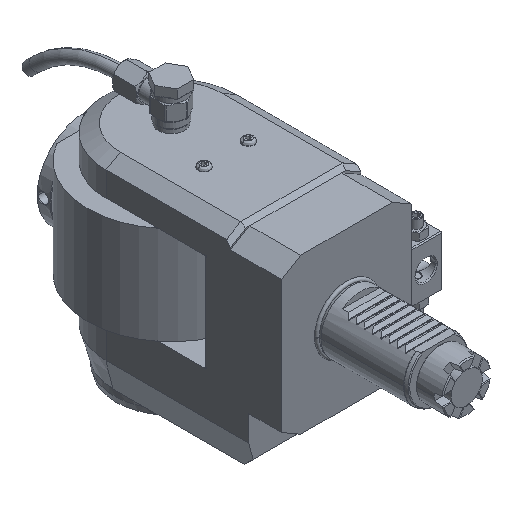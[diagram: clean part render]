
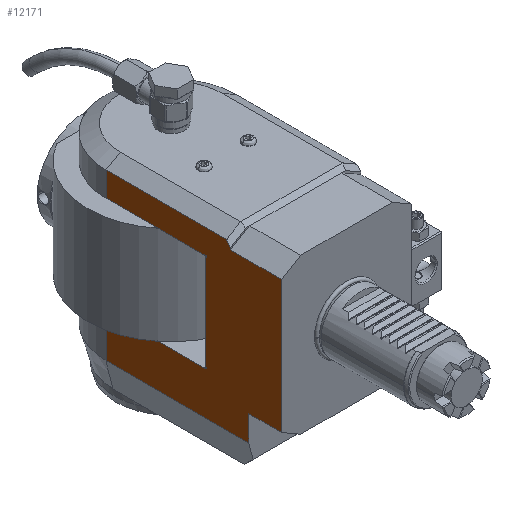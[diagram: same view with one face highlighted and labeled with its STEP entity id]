
A CAD part, isometric view. The second image highlights one B-rep face of the part: STEP entity #12171.
In plain terms, the highlighted planar face has unit normal (-1, 0, 0).
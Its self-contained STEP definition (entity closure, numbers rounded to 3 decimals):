
#57=DIRECTION('',(0.,1.,0.));
#58=VECTOR('',#57,59.);
#59=CARTESIAN_POINT('',(-32.,-59.,35.959));
#60=LINE('',#59,#58);
#81=DIRECTION('',(0.,0.,1.));
#82=VECTOR('',#81,0.5);
#83=CARTESIAN_POINT('',(-32.,-59.,35.459));
#84=LINE('',#83,#82);
#89=DIRECTION('',(0.,1.,0.));
#90=VECTOR('',#89,0.433);
#91=CARTESIAN_POINT('',(-32.,-59.433,35.459));
#92=LINE('',#91,#90);
#93=DIRECTION('',(0.,0.655,0.756));
#94=VECTOR('',#93,2.394);
#95=CARTESIAN_POINT('',(-32.,-61.,33.649));
#96=LINE('',#95,#94);
#97=DIRECTION('',(0.,-1.,0.));
#98=VECTOR('',#97,25.);
#99=CARTESIAN_POINT('',(-32.,-61.,32.515));
#100=LINE('',#99,#98);
#101=DIRECTION('',(0.,-1.,0.));
#102=VECTOR('',#101,16.);
#103=CARTESIAN_POINT('',(-32.,-70.,-32.515));
#104=LINE('',#103,#102);
#105=DIRECTION('',(0.,1.,0.));
#106=VECTOR('',#105,23.368);
#107=CARTESIAN_POINT('',(-32.,-49.,24.));
#108=LINE('',#107,#106);
#113=DIRECTION('',(0.,0.,-1.));
#114=VECTOR('',#113,11.959);
#115=CARTESIAN_POINT('',(-32.,0.,35.959));
#116=LINE('',#115,#114);
#238=DIRECTION('',(0.,0.,-1.));
#239=VECTOR('',#238,65.03);
#240=CARTESIAN_POINT('',(-32.,-86.,32.515));
#241=LINE('',#240,#239);
#420=DIRECTION('',(0.,0.,1.));
#421=VECTOR('',#420,1.134);
#422=CARTESIAN_POINT('',(-32.,-61.,32.515));
#423=LINE('',#422,#421);
#460=DIRECTION('',(0.,0.,1.));
#461=VECTOR('',#460,12.485);
#462=CARTESIAN_POINT('',(-32.,-70.,-45.));
#463=LINE('',#462,#461);
#480=DIRECTION('',(0.,-1.,0.));
#481=VECTOR('',#480,70.);
#482=CARTESIAN_POINT('',(-32.,0.,
-45.));
#483=LINE('',#482,#481);
#539=DIRECTION('',(0.,0.,-1.));
#540=VECTOR('',#539,21.);
#541=CARTESIAN_POINT('',(-32.,0.,-24.));
#542=LINE('',#541,#540);
#543=CARTESIAN_POINT('',(-32.,0.,-45.001));
#667=DIRECTION('',(0.,1.,0.));
#668=VECTOR('',#667,25.632);
#669=CARTESIAN_POINT('',(-32.,-25.632,-24.));
#670=LINE('',#669,#668);
#693=DIRECTION('',(0.,1.,0.));
#694=VECTOR('',#693,23.368);
#695=CARTESIAN_POINT('',(-32.,-49.,-24.));
#696=LINE('',#695,#694);
#705=DIRECTION('',(0.,0.,-1.));
#706=VECTOR('',#705,48.);
#707=CARTESIAN_POINT('',(-32.,-49.,24.));
#708=LINE('',#707,#706);
#1139=DIRECTION('',(0.,-1.,0.));
#1140=VECTOR('',#1139,25.632);
#1141=CARTESIAN_POINT('',(-32.,0.,24.));
#1142=LINE('',#1141,#1140);
#10735=CARTESIAN_POINT('',(-32.,-61.,33.649));
#10736=CARTESIAN_POINT('',(-32.,-59.433,35.459));
#10737=VERTEX_POINT('',#10735);
#10738=VERTEX_POINT('',#10736);
#11793=CARTESIAN_POINT('',(-32.,-86.,32.515));
#11795=VERTEX_POINT('',#11793);
#11800=CARTESIAN_POINT('',(-32.,-49.,24.));
#11801=CARTESIAN_POINT('',(-32.,-49.,-24.));
#11802=VERTEX_POINT('',#11800);
#11803=VERTEX_POINT('',#11801);
#11816=CARTESIAN_POINT('',(-32.,-25.632,-24.));
#11817=VERTEX_POINT('',#11816);
#11820=CARTESIAN_POINT('',(-32.,-25.632,24.));
#11821=VERTEX_POINT('',#11820);
#11832=CARTESIAN_POINT('',(-32.,-70.,-45.));
#11834=VERTEX_POINT('',#11832);
#11844=CARTESIAN_POINT('',(-32.,-86.,-32.515));
#11845=VERTEX_POINT('',#11844);
#11854=CARTESIAN_POINT('',(-32.,-70.,-32.515));
#11855=VERTEX_POINT('',#11854);
#11856=CARTESIAN_POINT('',(-32.,0.,35.959));
#11858=VERTEX_POINT('',#11856);
#11860=CARTESIAN_POINT('',(-32.,-59.,35.959));
#11861=VERTEX_POINT('',#11860);
#11868=VERTEX_POINT('',#543);
#11886=CARTESIAN_POINT('',(-32.,-59.,35.459));
#11888=VERTEX_POINT('',#11886);
#12012=CARTESIAN_POINT('',(-32.,-61.,32.515));
#12013=VERTEX_POINT('',#12012);
#12018=CARTESIAN_POINT('',(-32.,0.,-24.));
#12019=VERTEX_POINT('',#12018);
#12021=CARTESIAN_POINT('',(-32.,0.,24.));
#12023=VERTEX_POINT('',#12021);
#12134=CARTESIAN_POINT('',(-32.,0.,-59.));
#12135=DIRECTION('',(-1.,0.,0.));
#12136=DIRECTION('',(0.,-1.,0.));
#12137=AXIS2_PLACEMENT_3D('',#12134,#12135,#12136);
#12138=PLANE('',#12137);
#12140=ORIENTED_EDGE('',*,*,#12139,.F.);
#12141=ORIENTED_EDGE('',*,*,#12082,.F.);
#12142=ORIENTED_EDGE('',*,*,#12128,.F.);
#12143=ORIENTED_EDGE('',*,*,#12117,.F.);
#12144=ORIENTED_EDGE('',*,*,#12104,.F.);
#12146=ORIENTED_EDGE('',*,*,#12145,.F.);
#12148=ORIENTED_EDGE('',*,*,#12147,.T.);
#12150=ORIENTED_EDGE('',*,*,#12149,.T.);
#12152=ORIENTED_EDGE('',*,*,#12151,.F.);
#12154=ORIENTED_EDGE('',*,*,#12153,.F.);
#12156=ORIENTED_EDGE('',*,*,#12155,.F.);
#12158=ORIENTED_EDGE('',*,*,#12157,.F.);
#12160=ORIENTED_EDGE('',*,*,#12159,.F.);
#12162=ORIENTED_EDGE('',*,*,#12161,.F.);
#12164=ORIENTED_EDGE('',*,*,#12163,.F.);
#12166=ORIENTED_EDGE('',*,*,#12165,.T.);
#12168=ORIENTED_EDGE('',*,*,#12167,.F.);
#12169=EDGE_LOOP('',(#12140,#12141,#12142,#12143,#12144,#12146,#12148,#12150,
#12152,#12154,#12156,#12158,#12160,#12162,#12164,#12166,#12168));
#12170=FACE_OUTER_BOUND('',#12169,.F.);
#12082=EDGE_CURVE('',#11861,#11858,#60,.T.);
#12104=EDGE_CURVE('',#10737,#10738,#96,.T.);
#12117=EDGE_CURVE('',#10738,#11888,#92,.T.);
#12128=EDGE_CURVE('',#11888,#11861,#84,.T.);
#12139=EDGE_CURVE('',#11858,#12023,#116,.T.);
#12145=EDGE_CURVE('',#12013,#10737,#423,.T.);
#12147=EDGE_CURVE('',#12013,#11795,#100,.T.);
#12149=EDGE_CURVE('',#11795,#11845,#241,.T.);
#12151=EDGE_CURVE('',#11855,#11845,#104,.T.);
#12153=EDGE_CURVE('',#11834,#11855,#463,.T.);
#12155=EDGE_CURVE('',#11868,#11834,#483,.T.);
#12157=EDGE_CURVE('',#12019,#11868,#542,.T.);
#12159=EDGE_CURVE('',#11817,#12019,#670,.T.);
#12161=EDGE_CURVE('',#11803,#11817,#696,.T.);
#12163=EDGE_CURVE('',#11802,#11803,#708,.T.);
#12165=EDGE_CURVE('',#11802,#11821,#108,.T.);
#12167=EDGE_CURVE('',#12023,#11821,#1142,.T.);
#12171=ADVANCED_FACE('',(#12170),#12138,.T.);
